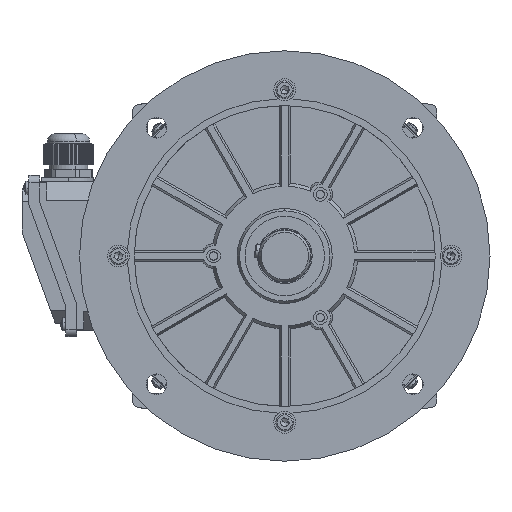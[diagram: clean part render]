
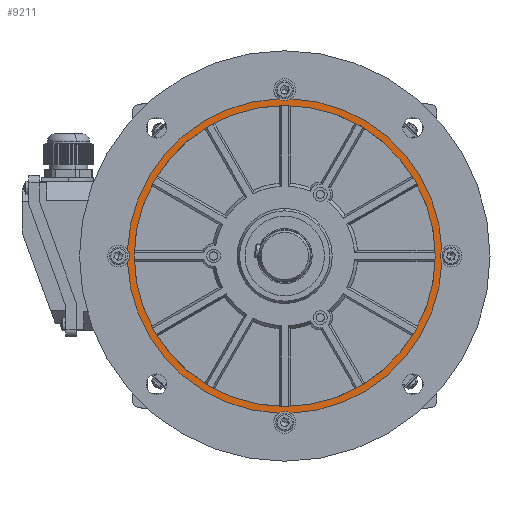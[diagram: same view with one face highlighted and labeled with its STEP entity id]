
A CAD part, left-side view. The second image highlights one B-rep face of the part: STEP entity #9211.
In plain terms, the highlighted planar face has unit normal (-1, 0, 0).
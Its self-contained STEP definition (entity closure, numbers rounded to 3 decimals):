
#7073 = EDGE_CURVE ( 'NONE', #7075, #7077, #89695, .T. ) ;
#7075 = VERTEX_POINT ( 'NONE', #89684 ) ;
#7077 = VERTEX_POINT ( 'NONE', #89656 ) ;
#7157 = VERTEX_POINT ( 'NONE', #90134 ) ;
#7161 = EDGE_CURVE ( 'NONE', #7157, #7162, #90109, .T. ) ;
#7162 = VERTEX_POINT ( 'NONE', #90197 ) ;
#7253 = VERTEX_POINT ( 'NONE', #90731 ) ;
#7257 = EDGE_CURVE ( 'NONE', #7253, #7258, #90727, .T. ) ;
#7258 = VERTEX_POINT ( 'NONE', #90718 ) ;
#8161 = VERTEX_POINT ( 'NONE', #95956 ) ;
#8166 = EDGE_CURVE ( 'NONE', #8161, #8168, #96002, .T. ) ;
#8168 = VERTEX_POINT ( 'NONE', #95996 ) ;
#8641 = EDGE_CURVE ( 'NONE', #8168, #8161, #98866, .T. ) ;
#9211 = ADVANCED_FACE ( 'NONE', ( #129479, #129478 ), #129477, .F. ) ;
#9214 = EDGE_LOOP ( 'NONE', ( #9216, #9220 ) ) ;
#9216 = ORIENTED_EDGE ( 'NONE', *, *, #8641, .F. ) ;
#9220 = ORIENTED_EDGE ( 'NONE', *, *, #8166, .F. ) ;
#9221 = EDGE_LOOP ( 'NONE', ( #9249, #9251, #9259, #9266, #9271, #9273, #9278, #9306, #9308, #9315 ) ) ;
#9249 = ORIENTED_EDGE ( 'NONE', *, *, #7073, .F. ) ;
#9251 = ORIENTED_EDGE ( 'NONE', *, *, #9254, .T. ) ;
#9254 = EDGE_CURVE ( 'NONE', #7075, #9256, #129567, .T. ) ;
#9256 = VERTEX_POINT ( 'NONE', #129689 ) ;
#9259 = ORIENTED_EDGE ( 'NONE', *, *, #9262, .F. ) ;
#9262 = EDGE_CURVE ( 'NONE', #9263, #9256, #129669, .T. ) ;
#9263 = VERTEX_POINT ( 'NONE', #129766 ) ;
#9266 = ORIENTED_EDGE ( 'NONE', *, *, #9268, .T. ) ;
#9268 = EDGE_CURVE ( 'NONE', #9263, #7162, #129757, .T. ) ;
#9271 = ORIENTED_EDGE ( 'NONE', *, *, #7161, .F. ) ;
#9273 = ORIENTED_EDGE ( 'NONE', *, *, #9274, .F. ) ;
#9274 = EDGE_CURVE ( 'NONE', #9276, #7157, #129743, .T. ) ;
#9276 = VERTEX_POINT ( 'NONE', #129733 ) ;
#9278 = ORIENTED_EDGE ( 'NONE', *, *, #9302, .T. ) ;
#9302 = EDGE_CURVE ( 'NONE', #9276, #7258, #129932, .T. ) ;
#9306 = ORIENTED_EDGE ( 'NONE', *, *, #7257, .F. ) ;
#9308 = ORIENTED_EDGE ( 'NONE', *, *, #9309, .T. ) ;
#9309 = EDGE_CURVE ( 'NONE', #7253, #9311, #129908, .T. ) ;
#9311 = VERTEX_POINT ( 'NONE', #129903 ) ;
#9315 = ORIENTED_EDGE ( 'NONE', *, *, #9317, .F. ) ;
#9317 = EDGE_CURVE ( 'NONE', #7077, #9311, #130006, .T. ) ;
#89656 = CARTESIAN_POINT ( 'NONE',  ( 0., 0., -113.5 ) ) ;
#89684 = CARTESIAN_POINT ( 'NONE',  ( 0., -4.536, -114.91 ) ) ;
#89686 = DIRECTION ( 'NONE',  ( 0., 0., -1. ) ) ;
#89688 = DIRECTION ( 'NONE',  ( -1., 0., 0. ) ) ;
#89689 = CARTESIAN_POINT ( 'NONE',  ( 0., 0., -121.5 ) ) ;
#89690 = AXIS2_PLACEMENT_3D ( 'NONE', #89689, #89688, #89686 ) ;
#89695 = CIRCLE ( 'NONE', #89690, 8. ) ;
#90106 = CARTESIAN_POINT ( 'NONE',  ( 0., 0., 121.5 ) ) ;
#90107 = AXIS2_PLACEMENT_3D ( 'NONE', #90106, #90201, #90199 ) ;
#90109 = CIRCLE ( 'NONE', #90107, 8. ) ;
#90134 = CARTESIAN_POINT ( 'NONE',  ( 0., 0., 113.5 ) ) ;
#90197 = CARTESIAN_POINT ( 'NONE',  ( 0., -4.536, 114.91 ) ) ;
#90199 = DIRECTION ( 'NONE',  ( 0., 0., -1. ) ) ;
#90201 = DIRECTION ( 'NONE',  ( -1., 0., 0. ) ) ;
#90718 = CARTESIAN_POINT ( 'NONE',  ( 0., 114.91, 4.536 ) ) ;
#90720 = DIRECTION ( 'NONE',  ( 0., 0., -1. ) ) ;
#90723 = DIRECTION ( 'NONE',  ( -1., 0., 0. ) ) ;
#90724 = CARTESIAN_POINT ( 'NONE',  ( 0., 121.5, 0. ) ) ;
#90725 = AXIS2_PLACEMENT_3D ( 'NONE', #90724, #90723, #90720 ) ;
#90727 = CIRCLE ( 'NONE', #90725, 8. ) ;
#90731 = CARTESIAN_POINT ( 'NONE',  ( 0., 114.91, -4.536 ) ) ;
#95956 = CARTESIAN_POINT ( 'NONE',  ( 0., 0., -110. ) ) ;
#95996 = CARTESIAN_POINT ( 'NONE',  ( 0., 0., 110. ) ) ;
#95999 = DIRECTION ( 'NONE',  ( 0., 0., 1. ) ) ;
#96000 = DIRECTION ( 'NONE',  ( -1., 0., 0. ) ) ;
#96001 = AXIS2_PLACEMENT_3D ( 'NONE', #96024, #96000, #95999 ) ;
#96002 = CIRCLE ( 'NONE', #96001, 110. ) ;
#96024 = CARTESIAN_POINT ( 'NONE',  ( 0., 0., 0. ) ) ;
#98866 = CIRCLE ( 'NONE', #98942, 110. ) ;
#98939 = DIRECTION ( 'NONE',  ( 0., 0., 1. ) ) ;
#98940 = DIRECTION ( 'NONE',  ( -1., 0., 0. ) ) ;
#98941 = CARTESIAN_POINT ( 'NONE',  ( 0., 0., 0. ) ) ;
#98942 = AXIS2_PLACEMENT_3D ( 'NONE', #98941, #98940, #98939 ) ;
#129470 = DIRECTION ( 'NONE',  ( 0., 0., -1. ) ) ;
#129471 = DIRECTION ( 'NONE',  ( 1., 0., 0. ) ) ;
#129472 = AXIS2_PLACEMENT_3D ( 'NONE', #129476, #129471, #129470 ) ;
#129476 = CARTESIAN_POINT ( 'NONE',  ( 0., 110., 0. ) ) ;
#129477 = PLANE ( 'NONE',  #129472 ) ;
#129478 = FACE_OUTER_BOUND ( 'NONE', #9221, .T. ) ;
#129479 = FACE_BOUND ( 'NONE', #9214, .T. ) ;
#129567 = CIRCLE ( 'NONE', #129694, 115. ) ;
#129575 = CARTESIAN_POINT ( 'NONE',  ( 0., 0., 0. ) ) ;
#129667 = CARTESIAN_POINT ( 'NONE',  ( 0., -121.5, 0. ) ) ;
#129668 = AXIS2_PLACEMENT_3D ( 'NONE', #129667, #129770, #129769 ) ;
#129669 = CIRCLE ( 'NONE', #129668, 8. ) ;
#129689 = CARTESIAN_POINT ( 'NONE',  ( 0., -114.91, -4.536 ) ) ;
#129692 = DIRECTION ( 'NONE',  ( 0., 0., 1. ) ) ;
#129693 = DIRECTION ( 'NONE',  ( -1., 0., 0. ) ) ;
#129694 = AXIS2_PLACEMENT_3D ( 'NONE', #129575, #129693, #129692 ) ;
#129733 = CARTESIAN_POINT ( 'NONE',  ( 0., 4.536, 114.91 ) ) ;
#129736 = DIRECTION ( 'NONE',  ( 0., 0., -1. ) ) ;
#129738 = DIRECTION ( 'NONE',  ( -1., 0., 0. ) ) ;
#129740 = CARTESIAN_POINT ( 'NONE',  ( 0., 0., 121.5 ) ) ;
#129741 = AXIS2_PLACEMENT_3D ( 'NONE', #129740, #129738, #129736 ) ;
#129743 = CIRCLE ( 'NONE', #129741, 8. ) ;
#129745 = DIRECTION ( 'NONE',  ( 0., 0., 1. ) ) ;
#129747 = DIRECTION ( 'NONE',  ( -1., 0., 0. ) ) ;
#129748 = CARTESIAN_POINT ( 'NONE',  ( 0., 0., 0. ) ) ;
#129749 = AXIS2_PLACEMENT_3D ( 'NONE', #129748, #129747, #129745 ) ;
#129757 = CIRCLE ( 'NONE', #129749, 115. ) ;
#129766 = CARTESIAN_POINT ( 'NONE',  ( 0., -114.91, 4.536 ) ) ;
#129769 = DIRECTION ( 'NONE',  ( 0., 0., -1. ) ) ;
#129770 = DIRECTION ( 'NONE',  ( -1., 0., 0. ) ) ;
#129903 = CARTESIAN_POINT ( 'NONE',  ( 0., 4.536, -114.91 ) ) ;
#129904 = DIRECTION ( 'NONE',  ( 0., 0., 1. ) ) ;
#129905 = DIRECTION ( 'NONE',  ( -1., 0., 0. ) ) ;
#129906 = CARTESIAN_POINT ( 'NONE',  ( 0., 0., 0. ) ) ;
#129907 = AXIS2_PLACEMENT_3D ( 'NONE', #129906, #129905, #129904 ) ;
#129908 = CIRCLE ( 'NONE', #129907, 115. ) ;
#129928 = DIRECTION ( 'NONE',  ( 0., 0., 1. ) ) ;
#129929 = DIRECTION ( 'NONE',  ( -1., 0., 0. ) ) ;
#129930 = CARTESIAN_POINT ( 'NONE',  ( 0., 0., 0. ) ) ;
#129931 = AXIS2_PLACEMENT_3D ( 'NONE', #129930, #129929, #129928 ) ;
#129932 = CIRCLE ( 'NONE', #129931, 115. ) ;
#130001 = DIRECTION ( 'NONE',  ( 0., 0., -1. ) ) ;
#130003 = DIRECTION ( 'NONE',  ( -1., 0., 0. ) ) ;
#130005 = AXIS2_PLACEMENT_3D ( 'NONE', #130015, #130003, #130001 ) ;
#130006 = CIRCLE ( 'NONE', #130005, 8. ) ;
#130015 = CARTESIAN_POINT ( 'NONE',  ( 0., 0., -121.5 ) ) ;
